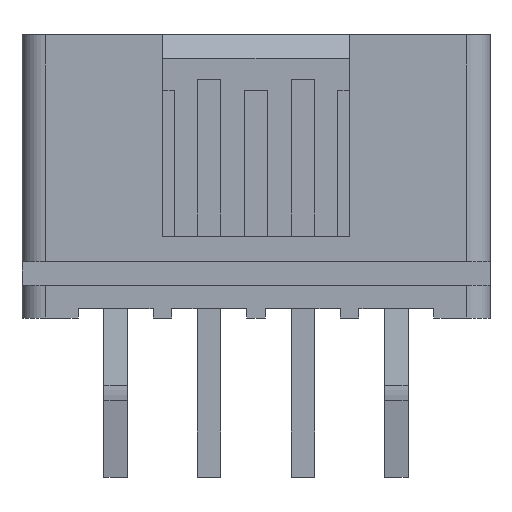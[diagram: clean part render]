
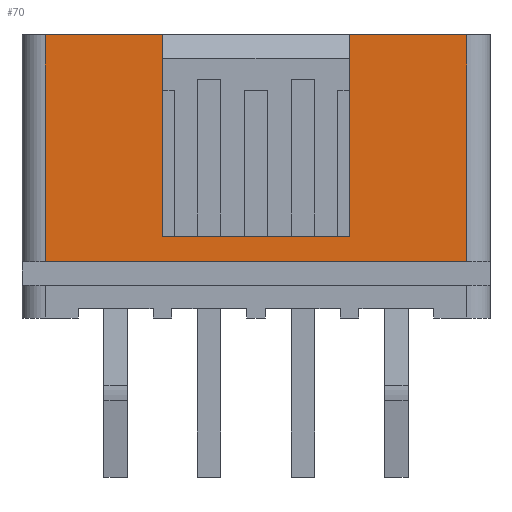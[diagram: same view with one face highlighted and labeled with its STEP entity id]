
A CAD part, front view. The second image highlights one B-rep face of the part: STEP entity #70.
In plain terms, the highlighted planar face has unit normal (0, -1, 0).
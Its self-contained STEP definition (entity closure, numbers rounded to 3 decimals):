
#70=ADVANCED_FACE('',(#212),#213,.T.);
#212=FACE_OUTER_BOUND('',#454,.T.);
#213=PLANE('',#455);
#454=EDGE_LOOP('',(#865,#866,#867,#868,#869,#870,#871,#872));
#455=AXIS2_PLACEMENT_3D('',#873,#874,#875);
#865=ORIENTED_EDGE('',*,*,#1648,.F.);
#866=ORIENTED_EDGE('',*,*,#1721,.T.);
#867=ORIENTED_EDGE('',*,*,#1728,.T.);
#868=ORIENTED_EDGE('',*,*,#1729,.F.);
#869=ORIENTED_EDGE('',*,*,#1650,.F.);
#870=ORIENTED_EDGE('',*,*,#1730,.T.);
#871=ORIENTED_EDGE('',*,*,#1731,.F.);
#872=ORIENTED_EDGE('',*,*,#1691,.F.);
#873=CARTESIAN_POINT('',(-4.5,-1.75,0.0));
#874=DIRECTION('',(0.0,-1.0,0.0));
#875=DIRECTION('',(0.0,0.0,-1.0));
#1648=EDGE_CURVE('',#1979,#1981,#1982,.T.);
#1650=EDGE_CURVE('',#1984,#1985,#1986,.T.);
#1691=EDGE_CURVE('',#1981,#2057,#2058,.T.);
#1721=EDGE_CURVE('',#1979,#2105,#2106,.T.);
#1728=EDGE_CURVE('',#2105,#2113,#2115,.T.);
#1729=EDGE_CURVE('',#1985,#2113,#2116,.T.);
#1730=EDGE_CURVE('',#1984,#2117,#2118,.T.);
#1731=EDGE_CURVE('',#2057,#2117,#2119,.T.);
#1979=VERTEX_POINT('',#2518);
#1981=VERTEX_POINT('',#2520);
#1982=LINE('',#2521,#2522);
#1984=VERTEX_POINT('',#2525);
#1985=VERTEX_POINT('',#2526);
#1986=LINE('',#2527,#2528);
#2057=VERTEX_POINT('',#2634);
#2058=LINE('',#2635,#2636);
#2105=VERTEX_POINT('',#2706);
#2106=LINE('',#2707,#2708);
#2113=VERTEX_POINT('',#2718);
#2115=LINE('',#2720,#2721);
#2116=LINE('',#2722,#2723);
#2117=VERTEX_POINT('',#2724);
#2118=LINE('',#2725,#2726);
#2119=LINE('',#2727,#2728);
#2518=CARTESIAN_POINT('',(-4.5,-1.75,0.0));
#2520=CARTESIAN_POINT('',(-2.0,-1.75,0.0));
#2521=CARTESIAN_POINT('',(-4.5,-1.75,0.0));
#2522=VECTOR('',#3314,2.5);
#2525=CARTESIAN_POINT('',(2.0,-1.75,0.0));
#2526=CARTESIAN_POINT('',(4.5,-1.75,0.0));
#2527=CARTESIAN_POINT('',(2.0,-1.75,0.0));
#2528=VECTOR('',#3316,2.5);
#2634=CARTESIAN_POINT('',(-2.0,-1.75,-4.3));
#2635=CARTESIAN_POINT('',(-2.0,-1.75,0.0));
#2636=VECTOR('',#3367,4.3);
#2706=CARTESIAN_POINT('',(-4.5,-1.75,-4.85));
#2707=CARTESIAN_POINT('',(-4.5,-1.75,0.0));
#2708=VECTOR('',#3409,4.85);
#2718=CARTESIAN_POINT('',(4.5,-1.75,-4.85));
#2720=CARTESIAN_POINT('',(-4.5,-1.75,-4.85));
#2721=VECTOR('',#3422,9.0);
#2722=CARTESIAN_POINT('',(4.5,-1.75,0.0));
#2723=VECTOR('',#3423,4.85);
#2724=CARTESIAN_POINT('',(2.0,-1.75,-4.3));
#2725=CARTESIAN_POINT('',(2.0,-1.75,0.0));
#2726=VECTOR('',#3424,4.3);
#2727=CARTESIAN_POINT('',(-2.0,-1.75,-4.3));
#2728=VECTOR('',#3425,4.0);
#3314=DIRECTION('',(1.0,0.0,0.0));
#3316=DIRECTION('',(1.0,0.0,0.0));
#3367=DIRECTION('',(0.0,0.0,-1.0));
#3409=DIRECTION('',(0.0,0.0,-1.0));
#3422=DIRECTION('',(1.0,0.0,0.0));
#3423=DIRECTION('',(0.0,0.0,-1.0));
#3424=DIRECTION('',(0.0,0.0,-1.0));
#3425=DIRECTION('',(1.0,0.0,0.0));
